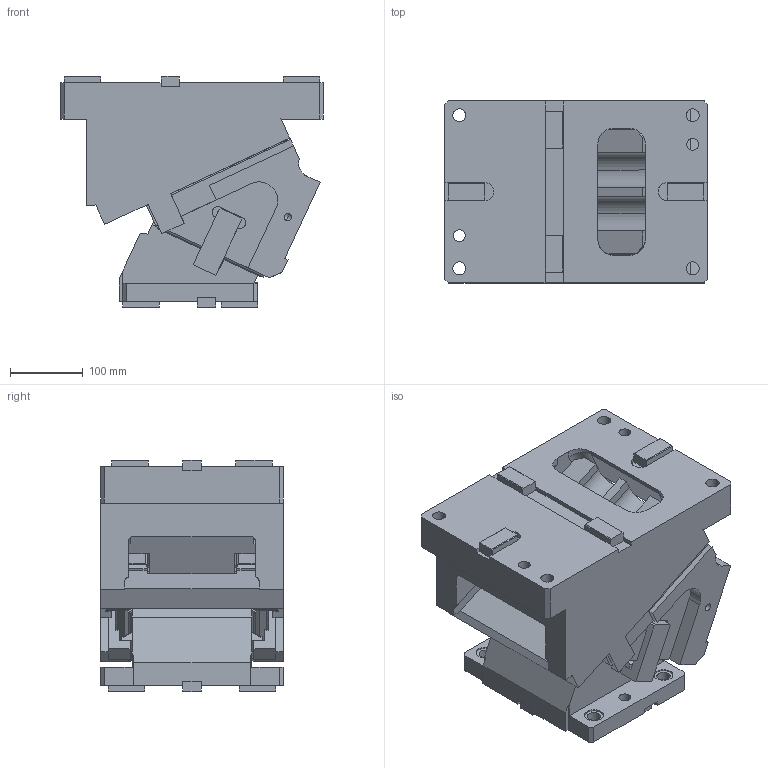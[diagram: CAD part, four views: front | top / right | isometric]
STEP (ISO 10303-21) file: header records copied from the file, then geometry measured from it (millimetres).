
FILE_DESCRIPTION(('CATIA V5 STEP Exchange'),'2;1');
FILE_NAME('CACV_250_25.stp','2015-04-24T14:15:03+00:00',('none'),('none'),'CATIA Version 5 Release 19 SP 2 (IN-10)','CATIA V5 STEP AP203','none');
FILE_SCHEMA(('CONFIG_CONTROL_DESIGN'));
Length unit declared in the file: millimetre
Products named in the file (1): CACV_250_25
Bounding box: 360 x 250 x 318 mm (x, y, z)
Volume: 16129832.2 mm3; surface area: 961487.6 mm2
Topology: 3 solids, 8 shells, 595 faces, 1723 edges, 1131 vertices
Faces by surface type: plane 404, cylinder 165, cone 18, torus 4, bspline 4
Entity records: 20103 total; most frequent: CARTESIAN_POINT 5014, ORIENTED_EDGE 3410, DIRECTION 2604, EDGE_CURVE 1705, VECTOR 1343, LINE 1343, VERTEX_POINT 1131, AXIS2_PLACEMENT_3D 736
